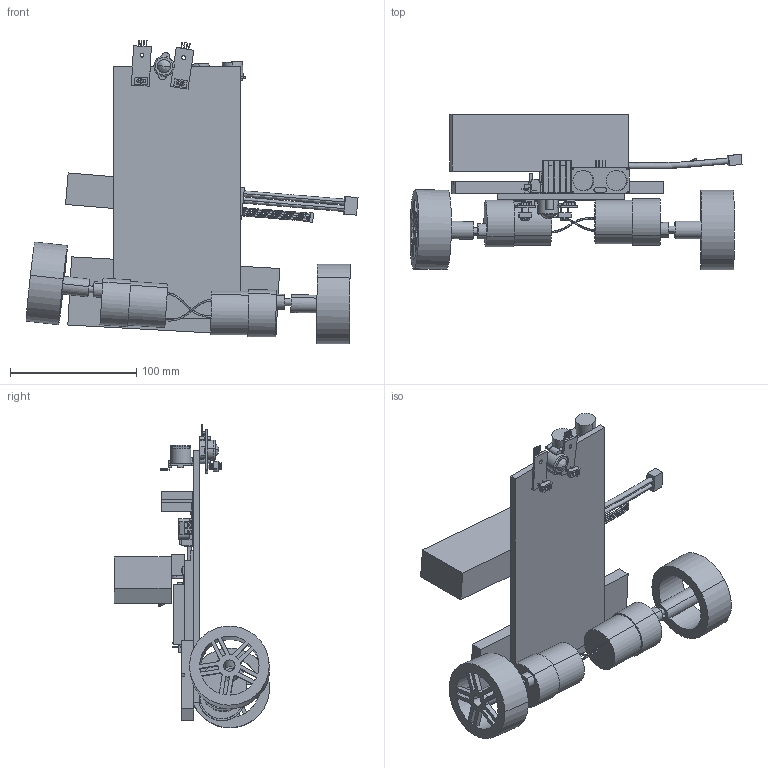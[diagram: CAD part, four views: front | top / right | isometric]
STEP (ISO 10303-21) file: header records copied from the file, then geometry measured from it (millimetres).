
FILE_DESCRIPTION (( 'STEP AP214' ), '1' );
FILE_NAME ('Assem1.STEP', '2022-04-27T03:02:37', ( '' ), ( '' ), 'SwSTEP 2.0', 'SolidWorks 2021', '' );
FILE_SCHEMA (( 'AUTOMOTIVE_DESIGN' ));
Length unit declared in the file: centimetre
Products named in the file (12): front-wheel; Assem1; arduino-UNO; lipo-battery; infrared-sensor; ultrasonic-sensor; wheel-basic; motor; breadboard; Part2^Assem1; motorcontroler; plywood
Assembly tree (13 placements, depth 2):
  Assem1
    plywood
    arduino-UNO
    motorcontroler
    motor  x2
    ultrasonic-sensor
    infrared-sensor  x2
    wheel-basic  x2
    lipo-battery
    front-wheel
    breadboard
  Part2^Assem1
Bounding box: 262.88 x 122.96 x 240.68 mm (x, y, z)
Volume: 593961.4 mm3; surface area: 179275 mm2
Topology: 13 solids, 13 shells, 1283 faces, 3154 edges, 2041 vertices
Faces by surface type: plane 1098, cylinder 153, bspline 22, torus 10
Entity records: 32836 total; most frequent: CARTESIAN_POINT 7642, ORIENTED_EDGE 5122, DIRECTION 4787, EDGE_CURVE 2561, VECTOR 2195, LINE 2195, VERTEX_POINT 1659, AXIS2_PLACEMENT_3D 1296
